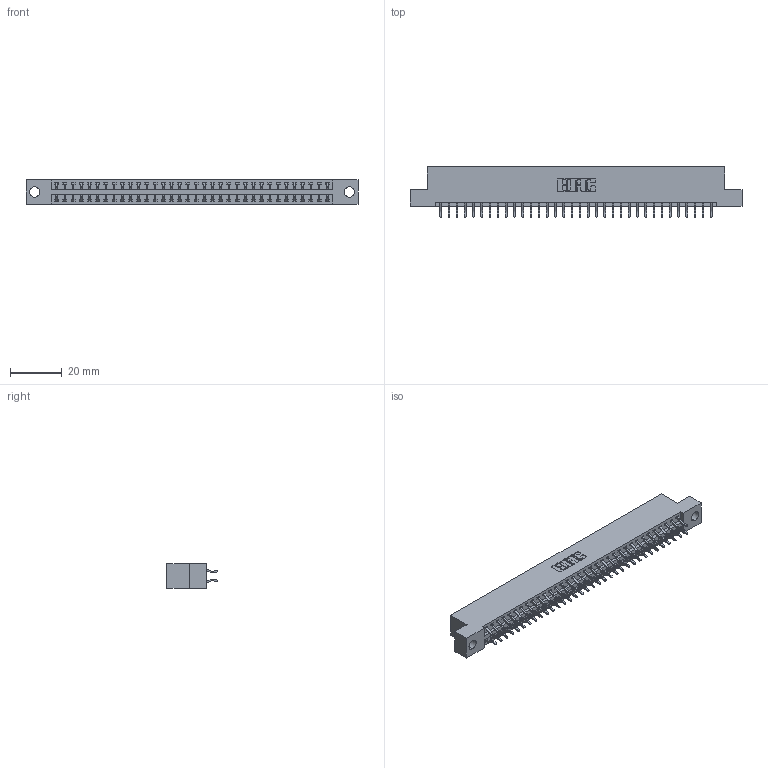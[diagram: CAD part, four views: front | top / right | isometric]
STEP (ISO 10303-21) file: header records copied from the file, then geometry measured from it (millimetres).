
FILE_DESCRIPTION (( 'STEP AP203' ), '1' );
FILE_NAME ('346-068-556-204.STEP', '2022-05-24T19:49:21', ( '' ), ( '' ), 'SwSTEP 2.0', 'SolidWorks 2020', '' );
FILE_SCHEMA (( 'CONFIG_CONTROL_DESIGN' ));
Length unit declared in the file: inch
Products named in the file (3): 345-292-001_556 Tail; 346 Part_Flush Mounting Lugs - 0.156 Dia-TH; 346-068-556-204
Assembly tree (69 placements, depth 2):
  346-068-556-204
    346 Part_Flush Mounting Lugs - 0.156 Dia-TH
    345-292-001_556 Tail  x68
Bounding box: 128.52 x 19.57 x 9.4 mm (x, y, z)
Volume: 12361.9 mm3; surface area: 16651.3 mm2
Topology: 69 solids, 69 shells, 4080 faces, 12129 edges, 7994 vertices
Faces by surface type: plane 2742, cylinder 1338
Entity records: 23905 total; most frequent: CARTESIAN_POINT 3970, ORIENTED_EDGE 3890, DIRECTION 3537, EDGE_CURVE 1945, LINE 1669, VECTOR 1669, VERTEX_POINT 1294, AXIS2_PLACEMENT_3D 934
